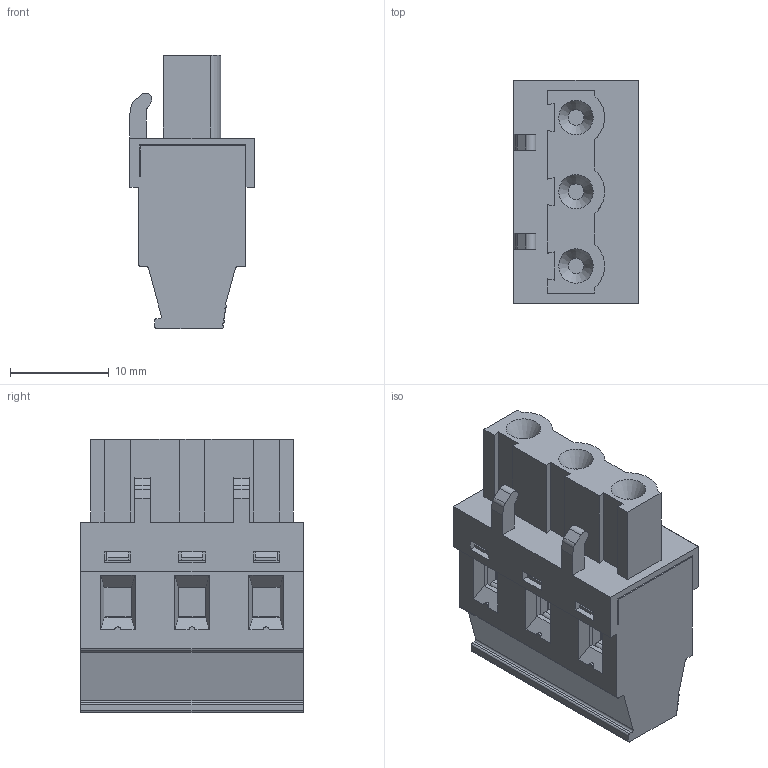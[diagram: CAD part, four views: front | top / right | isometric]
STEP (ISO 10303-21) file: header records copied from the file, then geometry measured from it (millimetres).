
FILE_DESCRIPTION( ( 'STEP AP203' ), '1' );
FILE_NAME( 'SV03-7,5-F.stp', ' ', ( ' ' ), ( ' ' ), 'PSStep 15.0.49', 'VISI 20.0', ' ' );
FILE_SCHEMA( ( 'AUTOMOTIVE_DESIGN { 1 0 10303 214 1 1 1 1 }' ) );
Length unit declared in the file: millimetre
Products named in the file (1): 1
Bounding box: 12.58 x 22.5 x 27.58 mm (x, y, z)
Volume: 4477.9 mm3; surface area: 4718.7 mm2
Topology: 1 solids, 4 shells, 325 faces, 936 edges, 616 vertices
Faces by surface type: plane 279, cylinder 43, cone 3
Full cylindrical faces by diameter (mm): 1.588 x3, 3.97 x3
Entity records: 13054 total; most frequent: CARTESIAN_POINT 1869, ORIENTED_EDGE 1836, DIRECTION 1659, EDGE_CURVE 918, LINE 817, VECTOR 817, VERTEX_POINT 607, AXIS2_PLACEMENT_3D 421
